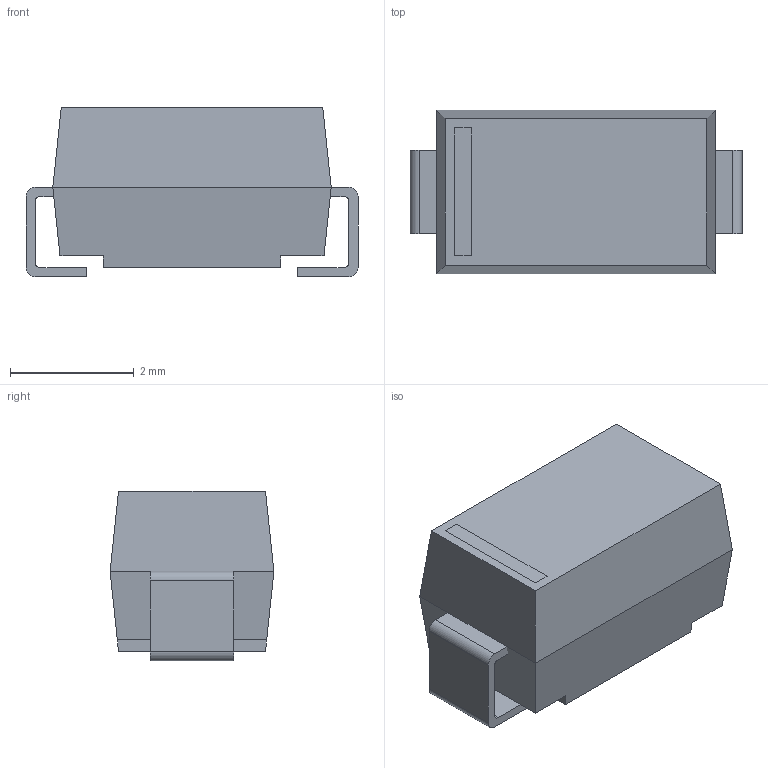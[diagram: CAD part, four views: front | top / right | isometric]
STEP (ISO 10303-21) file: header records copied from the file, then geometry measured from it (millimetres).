
FILE_DESCRIPTION(/* description */ (''),/* implementation_level */ '2;1');
FILE_NAME(/* name */ 'Vishay GF1B-E367A - DO214BA.stp',/* time_stamp */ '2019-03-27T22:40:30-04:00',/* author */ ('Ricardo'),/* organization */ (''),/* preprocessor_version */ 'ST-DEVELOPER v16.5',/* originating_system */ 'Autodesk Inventor 2017',/* authorisation */ '');
FILE_SCHEMA (('AUTOMOTIVE_DESIGN { 1 0 10303 214 3 1 1 }'));
Length unit declared in the file: millimetre
Products named in the file (4): Vishay GF1B-E367A -  DO214BA; body; pins; marking
Assembly tree (3 placements, depth 2):
  Vishay GF1B-E367A -  DO214BA
    body
    pins
    marking
Bounding box: 5.36 x 2.65 x 2.74 mm (x, y, z)
Volume: 29.1 mm3; surface area: 77.1 mm2
Topology: 4 solids, 4 shells, 48 faces, 116 edges, 76 vertices
Faces by surface type: plane 40, cylinder 8
Entity records: 1507 total; most frequent: CARTESIAN_POINT 247, DIRECTION 242, ORIENTED_EDGE 232, EDGE_CURVE 116, LINE 100, VECTOR 100, VERTEX_POINT 76, AXIS2_PLACEMENT_3D 71
